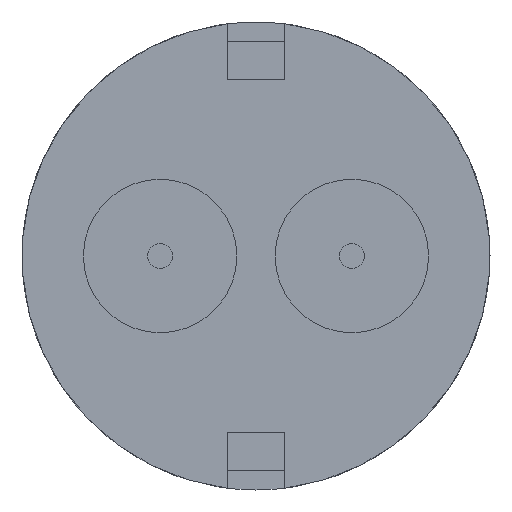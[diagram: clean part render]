
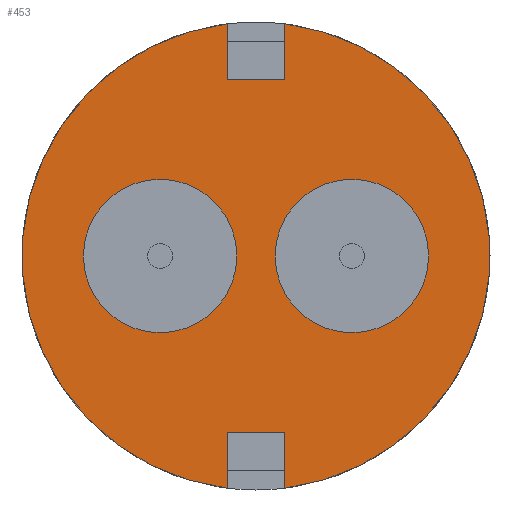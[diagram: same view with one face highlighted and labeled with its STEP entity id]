
A CAD part, front view. The second image highlights one B-rep face of the part: STEP entity #453.
In plain terms, the highlighted planar face has unit normal (0, -1, 0).
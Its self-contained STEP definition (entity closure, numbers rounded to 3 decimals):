
#22=FACE_BOUND('',#57,.T.);
#23=FACE_BOUND('',#58,.T.);
#28=FACE_OUTER_BOUND('',#56,.T.);
#56=EDGE_LOOP('',(#286,#287,#288,#289,#290,#291,#292,#293));
#57=EDGE_LOOP('',(#294));
#58=EDGE_LOOP('',(#295));
#90=CIRCLE('',#496,6.1);
#91=CIRCLE('',#497,6.1);
#92=CIRCLE('',#498,2.);
#93=CIRCLE('',#499,2.);
#110=LINE('',#684,#149);
#111=LINE('',#688,#150);
#112=LINE('',#690,#151);
#113=LINE('',#692,#152);
#114=LINE('',#696,#153);
#115=LINE('',#697,#154);
#149=VECTOR('',#547,1000.);
#150=VECTOR('',#550,1000.);
#151=VECTOR('',#551,1000.);
#152=VECTOR('',#552,1000.);
#153=VECTOR('',#555,1000.);
#154=VECTOR('',#556,1000.);
#188=VERTEX_POINT('',#682);
#189=VERTEX_POINT('',#683);
#190=VERTEX_POINT('',#685);
#191=VERTEX_POINT('',#687);
#192=VERTEX_POINT('',#689);
#193=VERTEX_POINT('',#691);
#194=VERTEX_POINT('',#693);
#195=VERTEX_POINT('',#695);
#196=VERTEX_POINT('',#698);
#197=VERTEX_POINT('',#700);
#227=EDGE_CURVE('',#188,#189,#110,.T.);
#228=EDGE_CURVE('',#190,#188,#90,.T.);
#229=EDGE_CURVE('',#191,#190,#111,.T.);
#230=EDGE_CURVE('',#191,#192,#112,.T.);
#231=EDGE_CURVE('',#192,#193,#113,.T.);
#232=EDGE_CURVE('',#194,#193,#91,.T.);
#233=EDGE_CURVE('',#194,#195,#114,.T.);
#234=EDGE_CURVE('',#195,#189,#115,.T.);
#235=EDGE_CURVE('',#196,#196,#92,.T.);
#236=EDGE_CURVE('',#197,#197,#93,.T.);
#286=ORIENTED_EDGE('',*,*,#227,.F.);
#287=ORIENTED_EDGE('',*,*,#228,.F.);
#288=ORIENTED_EDGE('',*,*,#229,.F.);
#289=ORIENTED_EDGE('',*,*,#230,.T.);
#290=ORIENTED_EDGE('',*,*,#231,.T.);
#291=ORIENTED_EDGE('',*,*,#232,.F.);
#292=ORIENTED_EDGE('',*,*,#233,.T.);
#293=ORIENTED_EDGE('',*,*,#234,.T.);
#294=ORIENTED_EDGE('',*,*,#235,.F.);
#295=ORIENTED_EDGE('',*,*,#236,.F.);
#404=PLANE('',#495);
#453=ADVANCED_FACE('',(#28,#22,#23),#404,.F.);
#495=AXIS2_PLACEMENT_3D('',#681,#545,#546);
#496=AXIS2_PLACEMENT_3D('',#686,#548,#549);
#497=AXIS2_PLACEMENT_3D('',#694,#553,#554);
#498=AXIS2_PLACEMENT_3D('',#699,#557,#558);
#499=AXIS2_PLACEMENT_3D('',#701,#559,#560);
#545=DIRECTION('center_axis',(0.,1.,0.));
#546=DIRECTION('ref_axis',(0.,0.,1.));
#547=DIRECTION('',(0.,0.,-1.));
#548=DIRECTION('center_axis',(0.,1.,0.));
#549=DIRECTION('ref_axis',(0.,0.,1.));
#550=DIRECTION('',(0.,0.,-1.));
#551=DIRECTION('',(1.,0.,0.));
#552=DIRECTION('',(0.,0.,-1.));
#553=DIRECTION('center_axis',(0.,1.,0.));
#554=DIRECTION('ref_axis',(0.,0.,1.));
#555=DIRECTION('',(0.,0.,-1.));
#556=DIRECTION('',(-1.,0.,0.));
#557=DIRECTION('center_axis',(0.,-1.,0.));
#558=DIRECTION('ref_axis',(0.,0.,1.));
#559=DIRECTION('center_axis',(0.,-1.,0.));
#560=DIRECTION('ref_axis',(0.,0.,1.));
#681=CARTESIAN_POINT('Origin',(0.,-3.25,0.));
#682=CARTESIAN_POINT('',(-0.75,-3.25,6.054));
#683=CARTESIAN_POINT('',(-0.75,-3.25,4.6));
#684=CARTESIAN_POINT('',(-0.75,-3.25,0.));
#685=CARTESIAN_POINT('',(-0.75,-3.25,-6.054));
#686=CARTESIAN_POINT('Origin',(0.,-3.25,0.));
#687=CARTESIAN_POINT('',(-0.75,-3.25,-4.6));
#688=CARTESIAN_POINT('',(-0.75,-3.25,0.));
#689=CARTESIAN_POINT('',(0.75,-3.25,-4.6));
#690=CARTESIAN_POINT('',(0.,-3.25,-4.6));
#691=CARTESIAN_POINT('',(0.75,-3.25,-6.054));
#692=CARTESIAN_POINT('',(0.75,-3.25,0.));
#693=CARTESIAN_POINT('',(0.75,-3.25,6.054));
#694=CARTESIAN_POINT('Origin',(0.,-3.25,0.));
#695=CARTESIAN_POINT('',(0.75,-3.25,4.6));
#696=CARTESIAN_POINT('',(0.75,-3.25,0.));
#697=CARTESIAN_POINT('',(0.,-3.25,4.6));
#698=CARTESIAN_POINT('',(2.5,-3.25,-2.));
#699=CARTESIAN_POINT('Origin',(2.5,-3.25,0.));
#700=CARTESIAN_POINT('',(-2.5,-3.25,-2.));
#701=CARTESIAN_POINT('Origin',(-2.5,-3.25,0.));
